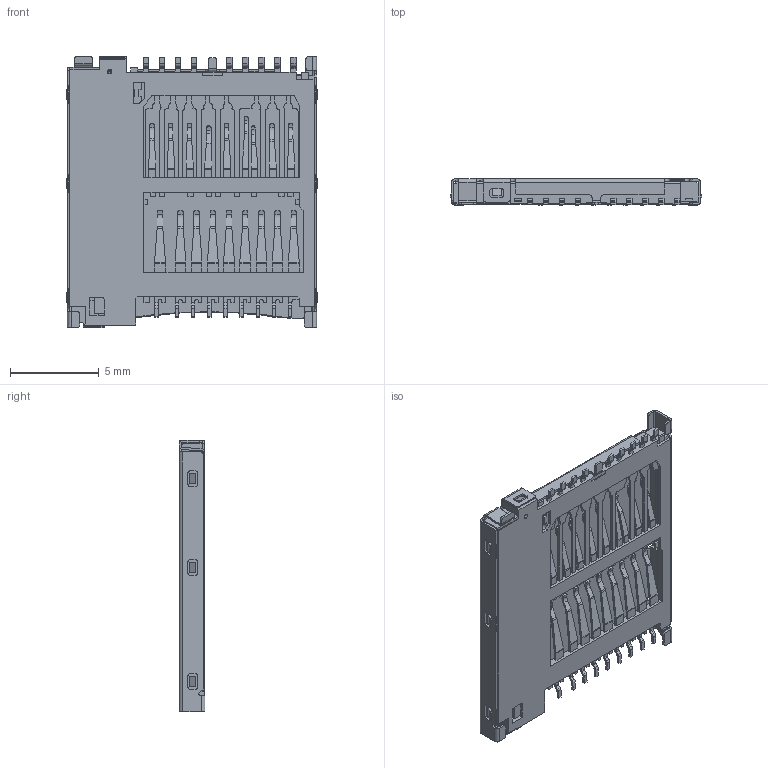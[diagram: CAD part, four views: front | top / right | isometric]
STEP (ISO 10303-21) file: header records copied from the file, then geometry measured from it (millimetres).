
FILE_DESCRIPTION((''),'2;1');
FILE_NAME('112L-TDA0_C_1','2017-02-16T',('fros.liao'),(''),'CREO PARAMETRIC BY PTC INC, 2015200','CREO PARAMETRIC BY PTC INC, 2015200','');
FILE_SCHEMA(('CONFIG_CONTROL_DESIGN'));
Products named in the file (1): 112L-TDA0_C_1
Bounding box: 14.12 x 1.46 x 15.26 mm (x, y, z)
Volume: 80.7 mm3; surface area: 1033 mm2
Topology: 2 solids, 4 shells, 1699 faces, 4841 edges, 3190 vertices
Faces by surface type: plane 1187, cylinder 446, cone 38, bspline 16, torus 8, revolution 4
Entity records: 60240 total; most frequent: CARTESIAN_POINT 15364, ORIENTED_EDGE 9674, DIRECTION 8945, EDGE_CURVE 4841, VECTOR 3691, LINE 3691, VERTEX_POINT 3190, AXIS2_PLACEMENT_3D 2625
